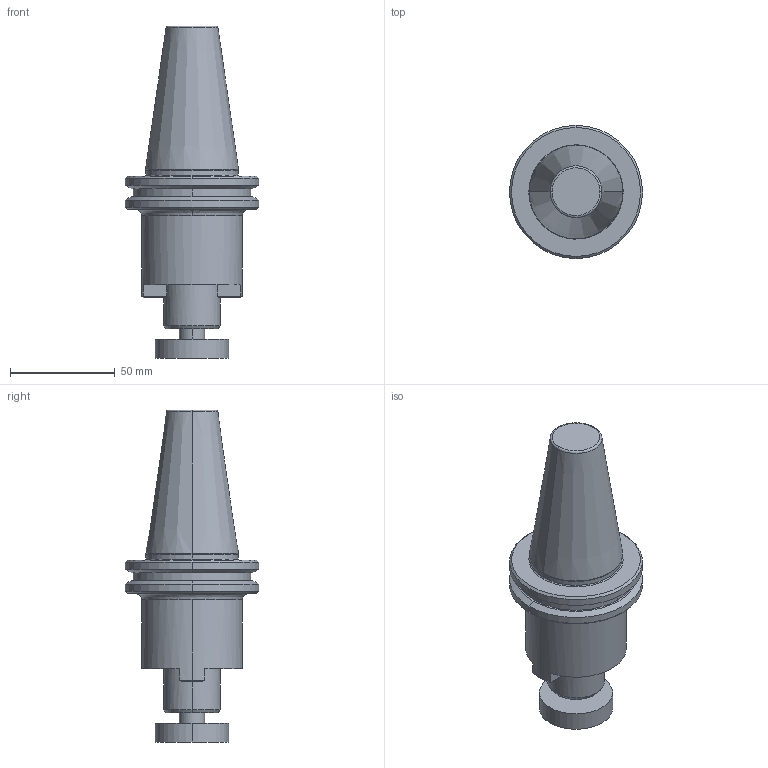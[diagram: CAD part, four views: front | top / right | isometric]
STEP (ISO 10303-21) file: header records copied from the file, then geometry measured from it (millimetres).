
FILE_DESCRIPTION (( 'STEP AP203' ), '1' );
FILE_NAME ('SK 40 CSMA27 055 AD-6.3G15000 SL SP.STEP', '2019-05-07T05:11:55', ( '' ), ( '' ), 'SwSTEP 2.0', 'SolidWorks 2014', '' );
FILE_SCHEMA (( 'CONFIG_CONTROL_DESIGN' ));
Length unit declared in the file: millimetre
Products named in the file (1): SK 40 CSMA27 055 AD-6.3G15000 SL SP
Bounding box: 63.5 x 63.5 x 158.4 mm (x, y, z)
Volume: 205164.1 mm3; surface area: 27007 mm2
Topology: 1 solids, 1 shells, 59 faces, 132 edges, 81 vertices
Faces by surface type: plane 20, cone 17, cylinder 16, bspline 6
Entity records: 2414 total; most frequent: CARTESIAN_POINT 1039, DIRECTION 285, ORIENTED_EDGE 264, EDGE_CURVE 132, AXIS2_PLACEMENT_3D 117, VERTEX_POINT 81, EDGE_LOOP 65, CIRCLE 63
